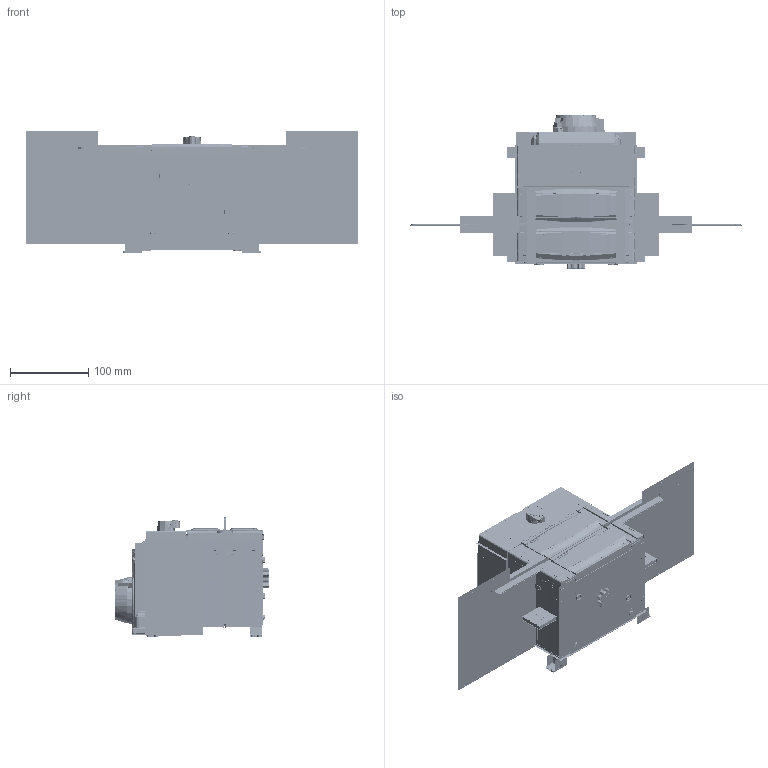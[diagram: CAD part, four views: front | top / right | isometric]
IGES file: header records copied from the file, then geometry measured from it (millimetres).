
Start section:  PTC IGES file: OTDC250...630_F_20S.igs
Global section: file name: OTDC250...630_F_20S.igs; native system: Creo Parametric by PTC Inc.; preprocessor: 2019164; author: FIANNOR1; organization: Unknown; date: 20200603.180021; units: millimetre
Bounding box: 423.52 x 196.81 x 156.12 mm (x, y, z)
Surface area: 1356691.9 mm2 (no closed solid volume)
Topology: 0 solids, 0 shells, 12614 faces, 178420 edges, 232097 vertices
Faces by surface type: bspline 7924, revolution 4180, extrusion 510
